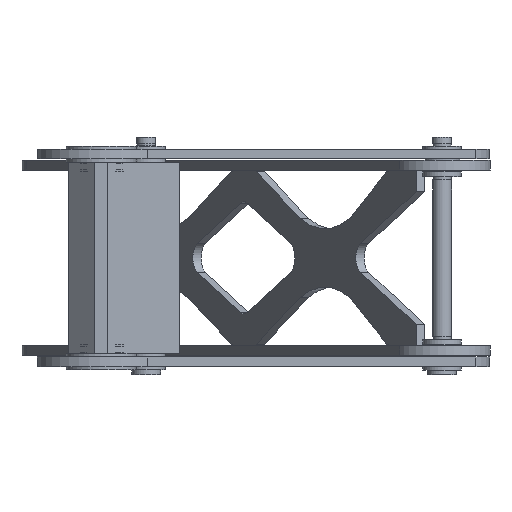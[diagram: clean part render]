
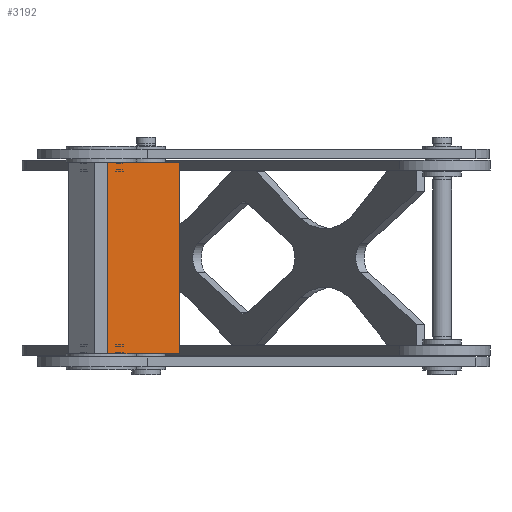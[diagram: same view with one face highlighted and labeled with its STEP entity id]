
A CAD part, left-side view. The second image highlights one B-rep face of the part: STEP entity #3192.
In plain terms, the highlighted face is planar.
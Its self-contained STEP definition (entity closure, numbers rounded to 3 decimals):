
#223=PLANE('',#3568);
#350=FACE_OUTER_BOUND('',#532,.T.);
#532=EDGE_LOOP('',(#2305,#2306,#2307,#2308));
#760=LINE('',#4901,#1089);
#777=LINE('',#4936,#1106);
#778=LINE('',#4937,#1107);
#779=LINE('',#4938,#1108);
#1089=VECTOR('',#3928,1000.);
#1106=VECTOR('',#3953,1000.);
#1107=VECTOR('',#3954,1000.);
#1108=VECTOR('',#3955,1000.);
#1533=VERTEX_POINT('',#4899);
#1534=VERTEX_POINT('',#4900);
#1547=VERTEX_POINT('',#4934);
#1548=VERTEX_POINT('',#4935);
#1833=EDGE_CURVE('',#1533,#1534,#760,.T.);
#1850=EDGE_CURVE('',#1547,#1548,#777,.T.);
#1851=EDGE_CURVE('',#1547,#1533,#778,.T.);
#1852=EDGE_CURVE('',#1534,#1548,#779,.T.);
#2305=ORIENTED_EDGE('',*,*,#1850,.F.);
#2306=ORIENTED_EDGE('',*,*,#1851,.T.);
#2307=ORIENTED_EDGE('',*,*,#1833,.T.);
#2308=ORIENTED_EDGE('',*,*,#1852,.T.);
#3192=ADVANCED_FACE('',(#350),#223,.F.);
#3568=AXIS2_PLACEMENT_3D('',#4933,#3951,#3952);
#3928=DIRECTION('',(1.,0.,0.));
#3951=DIRECTION('center_axis',(0.,1.,0.));
#3952=DIRECTION('ref_axis',(0.,0.,1.));
#3953=DIRECTION('',(1.,0.,0.));
#3954=DIRECTION('',(0.,0.,-1.));
#3955=DIRECTION('',(0.,0.,1.));
#4899=CARTESIAN_POINT('',(-87.442,8.784,-4.081));
#4900=CARTESIAN_POINT('',(-55.942,8.784,-4.081));
#4901=CARTESIAN_POINT('',(-90.442,8.784,-4.081));
#4933=CARTESIAN_POINT('Origin',(-90.442,8.784,55.919));
#4934=CARTESIAN_POINT('',(-87.442,8.784,55.919));
#4935=CARTESIAN_POINT('',(-55.942,8.784,55.919));
#4936=CARTESIAN_POINT('',(-90.442,8.784,55.919));
#4937=CARTESIAN_POINT('',(-87.442,8.784,55.919));
#4938=CARTESIAN_POINT('',(-55.942,8.784,55.919));
